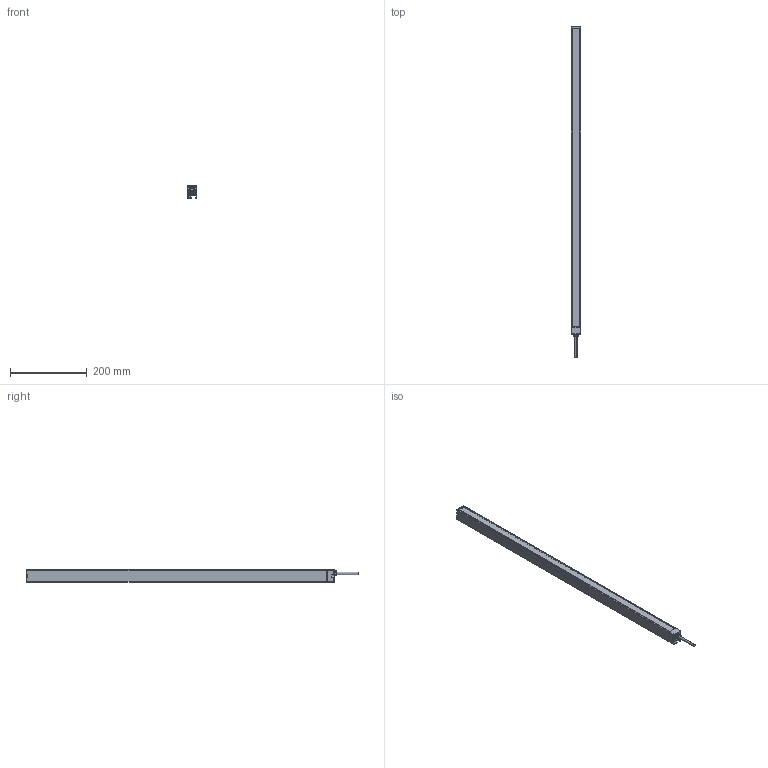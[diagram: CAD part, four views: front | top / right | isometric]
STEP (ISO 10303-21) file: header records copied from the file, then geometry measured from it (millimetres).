
FILE_DESCRIPTION((''),'2;1');
FILE_NAME('158548_SW','2012-12-03T',('banengservice'),('BANNER ENGINEERING'),'PRO/ENGINEER BY PARAMETRIC TECHNOLOGY CORPORATION, 2009141','PRO/ENGINEER BY PARAMETRIC TECHNOLOGY CORPORATION, 2009141','');
FILE_SCHEMA(('CONFIG_CONTROL_DESIGN'));
Length unit declared in the file: inch
Products named in the file (1): 158548_SW
Bounding box: 25.4 x 862.69 x 31.75 mm (x, y, z)
Volume: 191591.1 mm3; surface area: 220391 mm2
Topology: 3 solids, 3 shells, 734 faces, 1970 edges, 1243 vertices
Faces by surface type: plane 435, cylinder 231, torus 47, cone 11, bspline 6, sphere 4
Entity records: 23572 total; most frequent: CARTESIAN_POINT 4803, DIRECTION 3956, ORIENTED_EDGE 3940, EDGE_CURVE 1970, VECTOR 1344, LINE 1344, AXIS2_PLACEMENT_3D 1306, VERTEX_POINT 1243
